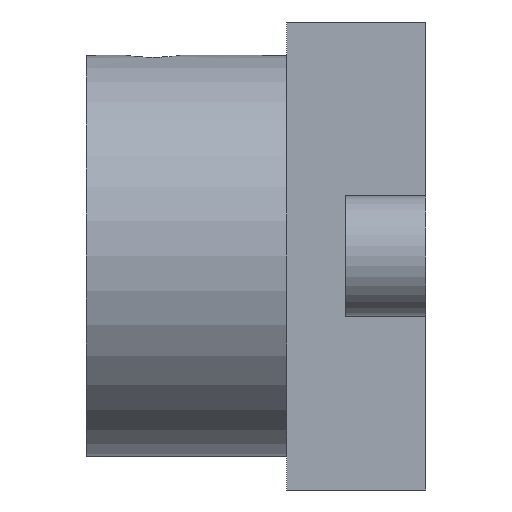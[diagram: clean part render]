
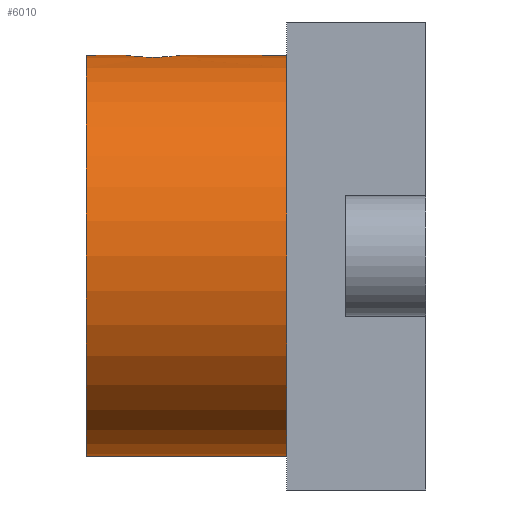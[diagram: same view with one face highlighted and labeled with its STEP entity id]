
A CAD part, left-side view. The second image highlights one B-rep face of the part: STEP entity #6010.
In plain terms, the highlighted cylindrical face has radius 7.5 mm (diameter 15 mm), a partial arc.
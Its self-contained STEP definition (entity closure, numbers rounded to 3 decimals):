
#97 = LINE ( 'NONE', #15869, #2909 ) ;
#271 = VERTEX_POINT ( 'NONE', #11807 ) ;
#434 = B_SPLINE_CURVE_WITH_KNOTS ( 'NONE', 3,
 ( #11861, #13377, #3512, #12215, #9355, #17775, #1090, #2367, #16455, #15061 ),
 .UNSPECIFIED., .F., .F.,
 ( 4, 2, 2, 2, 4 ),
 ( 0., 0., 0.001, 0.001, 0.002 ),
 .UNSPECIFIED. ) ;
#443 = DIRECTION ( 'NONE',  ( 0., -1., 0. ) ) ;
#479 = EDGE_CURVE ( 'NONE', #9190, #15162, #5526, .T. ) ;
#917 = CARTESIAN_POINT ( 'NONE',  ( -0.799, 10.815, 7.458 ) ) ;
#1090 = CARTESIAN_POINT ( 'NONE',  ( -0.503, 9.326, 7.484 ) ) ;
#1626 = CIRCLE ( 'NONE', #8090, 7.5 ) ;
#2151 = EDGE_CURVE ( 'NONE', #271, #10004, #5320, .T. ) ;
#2214 = DIRECTION ( 'NONE',  ( 0., 1., 0. ) ) ;
#2316 = CARTESIAN_POINT ( 'NONE',  ( -0.973, 10.464, 7.437 ) ) ;
#2367 = CARTESIAN_POINT ( 'NONE',  ( -0.262, 9.226, 7.496 ) ) ;
#2675 = VECTOR ( 'NONE', #6402, 1000. ) ;
#2909 = VECTOR ( 'NONE', #443, 1000. ) ;
#3011 = ORIENTED_EDGE ( 'NONE', *, *, #479, .F. ) ;
#3024 = EDGE_CURVE ( 'NONE', #10004, #10943, #1626, .T. ) ;
#3130 = CYLINDRICAL_SURFACE ( 'NONE', #12996, 7.5 ) ;
#3158 = ORIENTED_EDGE ( 'NONE', *, *, #3024, .T. ) ;
#3297 = ORIENTED_EDGE ( 'NONE', *, *, #10766, .F. ) ;
#3512 = CARTESIAN_POINT ( 'NONE',  ( -0.974, 9.938, 7.437 ) ) ;
#3752 = CARTESIAN_POINT ( 'NONE',  ( 0., 12.7, 7.5 ) ) ;
#3755 = CARTESIAN_POINT ( 'NONE',  ( 0., 11.2, 7.5 ) ) ;
#4539 = DIRECTION ( 'NONE',  ( 0., 1., 0. ) ) ;
#4596 = CARTESIAN_POINT ( 'NONE',  ( 0., 9.2, 7.5 ) ) ;
#4840 = LINE ( 'NONE', #16262, #2675 ) ;
#4870 = EDGE_CURVE ( 'NONE', #14194, #9190, #97, .T. ) ;
#5003 = VERTEX_POINT ( 'NONE', #4596 ) ;
#5320 = LINE ( 'NONE', #15100, #7064 ) ;
#5526 = B_SPLINE_CURVE_WITH_KNOTS ( 'NONE', 3,
 ( #3755, #9243, #10651, #16297, #6613, #917, #12164, #2316, #10817, #7965 ),
 .UNSPECIFIED., .F., .F.,
 ( 4, 2, 2, 2, 4 ),
 ( 0.005, 0.005, 0.005, 0.006, 0.006 ),
 .UNSPECIFIED. ) ;
#5880 = EDGE_CURVE ( 'NONE', #15162, #5003, #434, .T. ) ;
#6010 = ADVANCED_FACE ( 'NONE', ( #13367 ), #3130, .T. ) ;
#6019 = ORIENTED_EDGE ( 'NONE', *, *, #2151, .T. ) ;
#6263 = DIRECTION ( 'NONE',  ( 0., 0., 1. ) ) ;
#6402 = DIRECTION ( 'NONE',  ( 0., -1., 0. ) ) ;
#6613 = CARTESIAN_POINT ( 'NONE',  ( -0.615, 10.999, 7.475 ) ) ;
#7064 = VECTOR ( 'NONE', #16675, 1000. ) ;
#7156 = EDGE_CURVE ( 'NONE', #5003, #10943, #4840, .T. ) ;
#7351 = EDGE_LOOP ( 'NONE', ( #10611, #3297, #6019, #3158, #8939, #10905, #3011 ) ) ;
#7444 = CARTESIAN_POINT ( 'NONE',  ( -1., 10.2, 7.433 ) ) ;
#7965 = CARTESIAN_POINT ( 'NONE',  ( -1., 10.2, 7.433 ) ) ;
#8090 = AXIS2_PLACEMENT_3D ( 'NONE', #10294, #2214, #6263 ) ;
#8108 = AXIS2_PLACEMENT_3D ( 'NONE', #14400, #4539, #8869 ) ;
#8869 = DIRECTION ( 'NONE',  ( 0., 0., 1. ) ) ;
#8939 = ORIENTED_EDGE ( 'NONE', *, *, #7156, .F. ) ;
#9190 = VERTEX_POINT ( 'NONE', #15529 ) ;
#9243 = CARTESIAN_POINT ( 'NONE',  ( -0.132, 11.2, 7.5 ) ) ;
#9355 = CARTESIAN_POINT ( 'NONE',  ( -0.799, 9.585, 7.458 ) ) ;
#10004 = VERTEX_POINT ( 'NONE', #16780 ) ;
#10294 = CARTESIAN_POINT ( 'NONE',  ( 0., 5.2, 0. ) ) ;
#10611 = ORIENTED_EDGE ( 'NONE', *, *, #4870, .F. ) ;
#10651 = CARTESIAN_POINT ( 'NONE',  ( -0.262, 11.174, 7.496 ) ) ;
#10766 = EDGE_CURVE ( 'NONE', #271, #14194, #13977, .T. ) ;
#10810 = DIRECTION ( 'NONE',  ( 0., -1., 0. ) ) ;
#10817 = CARTESIAN_POINT ( 'NONE',  ( -1., 10.332, 7.433 ) ) ;
#10905 = ORIENTED_EDGE ( 'NONE', *, *, #5880, .F. ) ;
#10943 = VERTEX_POINT ( 'NONE', #11534 ) ;
#11534 = CARTESIAN_POINT ( 'NONE',  ( 0., 5.2, 7.5 ) ) ;
#11807 = CARTESIAN_POINT ( 'NONE',  ( 0., 12.7, -7.5 ) ) ;
#11861 = CARTESIAN_POINT ( 'NONE',  ( -1., 10.2, 7.433 ) ) ;
#12164 = CARTESIAN_POINT ( 'NONE',  ( -0.873, 10.704, 7.449 ) ) ;
#12215 = CARTESIAN_POINT ( 'NONE',  ( -0.873, 9.696, 7.449 ) ) ;
#12996 = AXIS2_PLACEMENT_3D ( 'NONE', #16345, #10810, #17720 ) ;
#13367 = FACE_OUTER_BOUND ( 'NONE', #7351, .T. ) ;
#13377 = CARTESIAN_POINT ( 'NONE',  ( -1., 10.068, 7.433 ) ) ;
#13977 = CIRCLE ( 'NONE', #8108, 7.5 ) ;
#14194 = VERTEX_POINT ( 'NONE', #3752 ) ;
#14400 = CARTESIAN_POINT ( 'NONE',  ( 0., 12.7, 0. ) ) ;
#15061 = CARTESIAN_POINT ( 'NONE',  ( 0., 9.2, 7.5 ) ) ;
#15100 = CARTESIAN_POINT ( 'NONE',  ( 0., 12.7, -7.5 ) ) ;
#15162 = VERTEX_POINT ( 'NONE', #7444 ) ;
#15529 = CARTESIAN_POINT ( 'NONE',  ( 0., 11.2, 7.5 ) ) ;
#15869 = CARTESIAN_POINT ( 'NONE',  ( 0., 12.7, 7.5 ) ) ;
#16262 = CARTESIAN_POINT ( 'NONE',  ( 0., 12.7, 7.5 ) ) ;
#16297 = CARTESIAN_POINT ( 'NONE',  ( -0.504, 11.074, 7.484 ) ) ;
#16345 = CARTESIAN_POINT ( 'NONE',  ( 0., 12.7, 0. ) ) ;
#16455 = CARTESIAN_POINT ( 'NONE',  ( -0.131, 9.2, 7.5 ) ) ;
#16675 = DIRECTION ( 'NONE',  ( 0., -1., 0. ) ) ;
#16780 = CARTESIAN_POINT ( 'NONE',  ( 0., 5.2, -7.5 ) ) ;
#17720 = DIRECTION ( 'NONE',  ( 0., 0., -1. ) ) ;
#17775 = CARTESIAN_POINT ( 'NONE',  ( -0.615, 9.4, 7.475 ) ) ;
